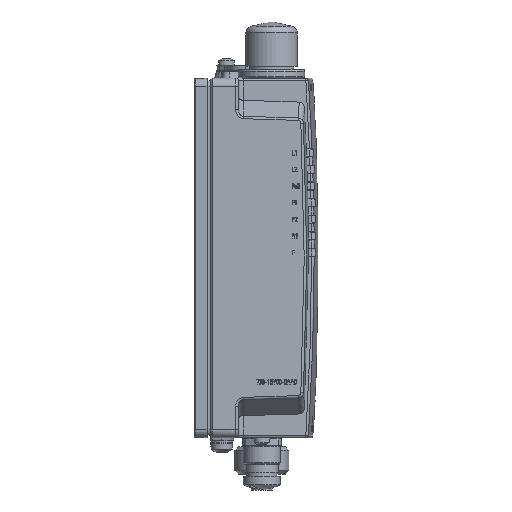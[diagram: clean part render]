
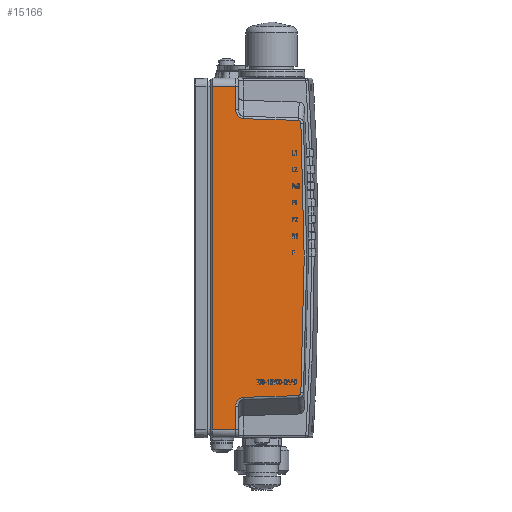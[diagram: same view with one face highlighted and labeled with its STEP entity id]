
A CAD part, left-side view. The second image highlights one B-rep face of the part: STEP entity #15166.
In plain terms, the highlighted face is planar.
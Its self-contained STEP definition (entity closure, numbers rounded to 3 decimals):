
#9924=(
BOUNDED_CURVE()
B_SPLINE_CURVE(3,(#46250,#46251,#46252,#46253),.UNSPECIFIED.,.F.,.F.)
B_SPLINE_CURVE_WITH_KNOTS((4,4),(0.,1.),.UNSPECIFIED.)
CURVE()
GEOMETRIC_REPRESENTATION_ITEM()
RATIONAL_B_SPLINE_CURVE((1.,0.817,0.817,1.))
REPRESENTATION_ITEM('')
);
#9925=(
BOUNDED_CURVE()
B_SPLINE_CURVE(3,(#46334,#46335,#46336,#46337),.UNSPECIFIED.,.F.,.F.)
B_SPLINE_CURVE_WITH_KNOTS((4,4),(0.,1.),.UNSPECIFIED.)
CURVE()
GEOMETRIC_REPRESENTATION_ITEM()
RATIONAL_B_SPLINE_CURVE((1.,0.817,0.817,1.))
REPRESENTATION_ITEM('')
);
#12128=B_SPLINE_CURVE_WITH_KNOTS('',3,(#46382,#46383,#46384,#46385,#46386,
#46387,#46388,#46389),.UNSPECIFIED.,.F.,.F.,(4,2,2,4),(0.,0.25,
0.5,1.),.UNSPECIFIED.);
#12131=B_SPLINE_CURVE_WITH_KNOTS('',3,(#46446,#46447,#46448,#46449,#46450,
#46451,#46452,#46453),.UNSPECIFIED.,.F.,.F.,(4,2,2,4),(0.,0.25,0.5,1.),
 .UNSPECIFIED.);
#12133=B_SPLINE_CURVE_WITH_KNOTS('',3,(#46459,#46460,#46461,#46462,#46463,
#46464,#46465,#46466,#46467,#46468),.UNSPECIFIED.,.F.,.F.,(4,2,2,2,4),(0.,
0.25,0.5,0.75,1.),.UNSPECIFIED.);
#15166=ADVANCED_FACE('NONE',(#16759),#15911,.F.);
#15911=PLANE('',#38658);
#16759=FACE_OUTER_BOUND('',#18060,.T.);
#18060=EDGE_LOOP('',(#21985,#21986,#21987,#21988,#21989,#21990,#21991,#21992,
#21993,#21994,#21995,#21996));
#21985=ORIENTED_EDGE('',*,*,#31514,.T.);
#21986=ORIENTED_EDGE('',*,*,#29556,.T.);
#21987=ORIENTED_EDGE('',*,*,#31519,.T.);
#21988=ORIENTED_EDGE('',*,*,#29877,.T.);
#21989=ORIENTED_EDGE('',*,*,#29889,.T.);
#21990=ORIENTED_EDGE('',*,*,#29897,.T.);
#21991=ORIENTED_EDGE('',*,*,#29903,.T.);
#21992=ORIENTED_EDGE('',*,*,#29909,.T.);
#21993=ORIENTED_EDGE('',*,*,#29911,.T.);
#21994=ORIENTED_EDGE('',*,*,#29907,.T.);
#21995=ORIENTED_EDGE('',*,*,#29901,.T.);
#21996=ORIENTED_EDGE('',*,*,#29895,.T.);
#25617=VERTEX_POINT('',#44869);
#25619=VERTEX_POINT('',#44894);
#25844=VERTEX_POINT('',#46054);
#25852=VERTEX_POINT('',#46108);
#25857=VERTEX_POINT('',#46228);
#25860=VERTEX_POINT('',#46249);
#25861=VERTEX_POINT('',#46308);
#25864=VERTEX_POINT('',#46315);
#25865=VERTEX_POINT('',#46320);
#25868=VERTEX_POINT('',#46381);
#25869=VERTEX_POINT('',#46435);
#25872=VERTEX_POINT('',#46445);
#29556=EDGE_CURVE('NONE',#25619,#25617,#34250,.T.);
#29877=EDGE_CURVE('NONE',#25844,#25852,#34335,.T.);
#29889=EDGE_CURVE('NONE',#25852,#25860,#9924,.T.);
#29895=EDGE_CURVE('NONE',#25861,#25857,#34340,.T.);
#29897=EDGE_CURVE('NONE',#25860,#25864,#34341,.T.);
#29901=EDGE_CURVE('NONE',#25865,#25861,#9925,.T.);
#29903=EDGE_CURVE('NONE',#25864,#25868,#12128,.T.);
#29907=EDGE_CURVE('NONE',#25869,#25865,#34344,.T.);
#29909=EDGE_CURVE('NONE',#25868,#25872,#12131,.T.);
#29911=EDGE_CURVE('NONE',#25872,#25869,#12133,.T.);
#31514=EDGE_CURVE('NONE',#25857,#25619,#35136,.T.);
#31519=EDGE_CURVE('NONE',#25617,#25844,#35141,.T.);
#34250=LINE('',#44897,#35699);
#34335=LINE('',#46109,#35784);
#34340=LINE('',#46311,#35789);
#34341=LINE('',#46316,#35790);
#34344=LINE('',#46438,#35793);
#35136=LINE('',#50689,#36585);
#35141=LINE('',#50697,#36590);
#35699=VECTOR('',#39240,1.);
#35784=VECTOR('',#39789,1.);
#35789=VECTOR('',#39808,1.);
#35790=VECTOR('',#39813,1.);
#35793=VECTOR('',#39822,1.);
#36585=VECTOR('',#43148,1.);
#36590=VECTOR('',#43159,1.);
#38658=AXIS2_PLACEMENT_3D('',#50700,#43163,#43164);
#39240=DIRECTION('',(0.,-1.,0.));
#39789=DIRECTION('',(0.,1.,0.));
#39808=DIRECTION('',(0.,1.,0.));
#39813=DIRECTION('',(0.052,0.03,0.998));
#39822=DIRECTION('',(-0.052,0.03,-0.998));
#43148=DIRECTION('',(-0.052,0.,-0.999));
#43159=DIRECTION('',(0.052,0.,0.999));
#43163=DIRECTION('',(0.999,0.,-0.052));
#43164=DIRECTION('',(-0.052,0.,-0.999));
#44869=CARTESIAN_POINT('',(-69.972,-62.,0.526));
#44894=CARTESIAN_POINT('',(-69.972,62.,0.526));
#44897=CARTESIAN_POINT('',(-69.972,65.,0.526));
#46054=CARTESIAN_POINT('',(-69.526,-62.,9.052));
#46108=CARTESIAN_POINT('',(-69.526,-53.691,9.052));
#46109=CARTESIAN_POINT('',(-69.526,65.,9.052));
#46228=CARTESIAN_POINT('',(-69.526,62.,9.052));
#46249=CARTESIAN_POINT('',(-69.377,-50.318,11.895));
#46250=CARTESIAN_POINT('',(-69.526,-53.691,9.052));
#46251=CARTESIAN_POINT('',(-69.526,-51.745,9.052));
#46252=CARTESIAN_POINT('',(-69.465,-50.369,10.212));
#46253=CARTESIAN_POINT('',(-69.377,-50.318,11.895));
#46308=CARTESIAN_POINT('',(-69.526,53.691,9.052));
#46311=CARTESIAN_POINT('',(-69.526,65.,9.052));
#46315=CARTESIAN_POINT('',(-68.341,-49.72,31.657));
#46316=CARTESIAN_POINT('',(-69.817,-50.572,3.487));
#46320=CARTESIAN_POINT('',(-69.377,50.318,11.895));
#46334=CARTESIAN_POINT('',(-69.377,50.318,11.895));
#46335=CARTESIAN_POINT('',(-69.465,50.369,10.212));
#46336=CARTESIAN_POINT('',(-69.526,51.745,9.052));
#46337=CARTESIAN_POINT('',(-69.526,53.691,9.052));
#46381=CARTESIAN_POINT('',(-68.292,-48.683,32.587));
#46382=CARTESIAN_POINT('',(-68.341,-49.72,31.657));
#46383=CARTESIAN_POINT('',(-68.334,-49.716,31.786));
#46384=CARTESIAN_POINT('',(-68.328,-49.683,31.912));
#46385=CARTESIAN_POINT('',(-68.316,-49.567,32.139));
#46386=CARTESIAN_POINT('',(-68.31,-49.485,32.239));
#46387=CARTESIAN_POINT('',(-68.297,-49.192,32.486));
#46388=CARTESIAN_POINT('',(-68.293,-48.94,32.574));
#46389=CARTESIAN_POINT('',(-68.292,-48.683,32.587));
#46435=CARTESIAN_POINT('',(-68.341,49.72,31.657));
#46438=CARTESIAN_POINT('',(-70.023,50.691,-0.432));
#46445=CARTESIAN_POINT('',(-68.292,48.683,32.587));
#46446=CARTESIAN_POINT('',(-68.292,-48.683,32.587));
#46447=CARTESIAN_POINT('',(-68.271,-40.575,32.984));
#46448=CARTESIAN_POINT('',(-68.256,-32.464,33.283));
#46449=CARTESIAN_POINT('',(-68.235,-16.235,33.682));
#46450=CARTESIAN_POINT('',(-68.23,-8.117,33.782));
#46451=CARTESIAN_POINT('',(-68.23,16.233,33.782));
#46452=CARTESIAN_POINT('',(-68.251,32.467,33.381));
#46453=CARTESIAN_POINT('',(-68.292,48.683,32.587));
#46459=CARTESIAN_POINT('',(-68.292,48.683,32.587));
#46460=CARTESIAN_POINT('',(-68.293,48.811,32.58));
#46461=CARTESIAN_POINT('',(-68.294,48.938,32.555));
#46462=CARTESIAN_POINT('',(-68.298,49.177,32.467));
#46463=CARTESIAN_POINT('',(-68.302,49.29,32.403));
#46464=CARTESIAN_POINT('',(-68.31,49.485,32.239));
#46465=CARTESIAN_POINT('',(-68.316,49.568,32.138));
#46466=CARTESIAN_POINT('',(-68.328,49.683,31.911));
#46467=CARTESIAN_POINT('',(-68.334,49.716,31.786));
#46468=CARTESIAN_POINT('',(-68.341,49.72,31.657));
#50689=CARTESIAN_POINT('',(-70.,62.,0.));
#50697=CARTESIAN_POINT('',(-70.,-62.,0.));
#50700=CARTESIAN_POINT('',(-70.,65.,0.));
